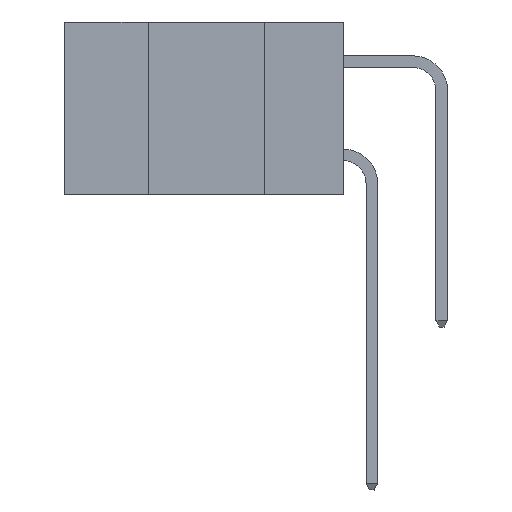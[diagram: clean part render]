
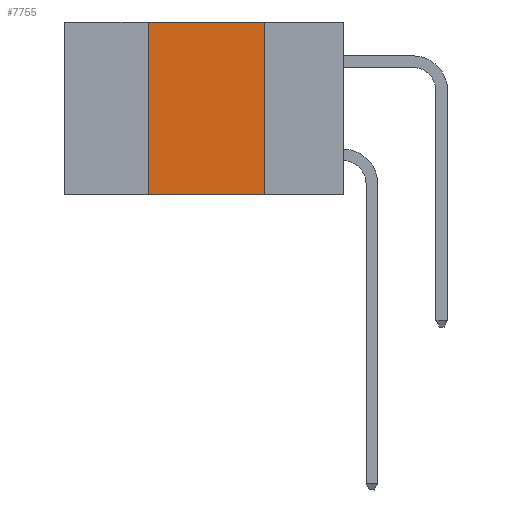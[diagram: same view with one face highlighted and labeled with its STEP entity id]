
A CAD part, left-side view. The second image highlights one B-rep face of the part: STEP entity #7755.
In plain terms, the highlighted planar face has unit normal (-1, 0, 0).
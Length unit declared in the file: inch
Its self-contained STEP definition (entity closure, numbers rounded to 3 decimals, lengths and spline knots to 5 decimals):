
#966 = VERTEX_POINT ( 'NONE', #29149 ) ;
#2251 = VECTOR ( 'NONE', #4009, 39.37008 ) ;
#2262 = CARTESIAN_POINT ( 'NONE',  ( 0., 0.17, 0. ) ) ;
#4009 = DIRECTION ( 'NONE',  ( 0., -1., 0. ) ) ;
#5344 = EDGE_CURVE ( 'NONE', #966, #9868, #14267, .T. ) ;
#5740 = ORIENTED_EDGE ( 'NONE', *, *, #27785, .F. ) ;
#6716 = PLANE ( 'NONE',  #21297 ) ;
#7755 = ADVANCED_FACE ( 'NONE', ( #14878 ), #6716, .F. ) ;
#8168 = CARTESIAN_POINT ( 'NONE',  ( 0., 0.42, 0. ) ) ;
#9187 = EDGE_LOOP ( 'NONE', ( #23271, #21836, #5740, #23494 ) ) ;
#9868 = VERTEX_POINT ( 'NONE', #25588 ) ;
#9994 = EDGE_CURVE ( 'NONE', #21936, #21627, #26426, .T. ) ;
#10381 = EDGE_CURVE ( 'NONE', #21627, #9868, #27470, .T. ) ;
#11214 = VECTOR ( 'NONE', #21801, 39.37008 ) ;
#12980 = CARTESIAN_POINT ( 'NONE',  ( 0., 0.6, -0.37 ) ) ;
#13612 = DIRECTION ( 'NONE',  ( 0., 0., -1. ) ) ;
#14267 = LINE ( 'NONE', #12980, #2251 ) ;
#14716 = VECTOR ( 'NONE', #13612, 39.37008 ) ;
#14878 = FACE_OUTER_BOUND ( 'NONE', #9187, .T. ) ;
#15055 = CARTESIAN_POINT ( 'NONE',  ( 0., 0.6, 0. ) ) ;
#16599 = CARTESIAN_POINT ( 'NONE',  ( 0., 0.17, 0. ) ) ;
#19948 = CARTESIAN_POINT ( 'NONE',  ( 0., 0.42, 0. ) ) ;
#20119 = DIRECTION ( 'NONE',  ( 0., 0., -1. ) ) ;
#20398 = VECTOR ( 'NONE', #23809, 39.37008 ) ;
#20430 = CARTESIAN_POINT ( 'NONE',  ( 0., 0.6, 0. ) ) ;
#21297 = AXIS2_PLACEMENT_3D ( 'NONE', #20430, #22712, #20119 ) ;
#21627 = VERTEX_POINT ( 'NONE', #16599 ) ;
#21801 = DIRECTION ( 'NONE',  ( 0., 0., 1. ) ) ;
#21836 = ORIENTED_EDGE ( 'NONE', *, *, #9994, .F. ) ;
#21936 = VERTEX_POINT ( 'NONE', #19948 ) ;
#22712 = DIRECTION ( 'NONE',  ( 1., 0., 0. ) ) ;
#23249 = LINE ( 'NONE', #8168, #11214 ) ;
#23271 = ORIENTED_EDGE ( 'NONE', *, *, #10381, .F. ) ;
#23494 = ORIENTED_EDGE ( 'NONE', *, *, #5344, .T. ) ;
#23809 = DIRECTION ( 'NONE',  ( 0., -1., 0. ) ) ;
#25588 = CARTESIAN_POINT ( 'NONE',  ( 0., 0.17, -0.37 ) ) ;
#26426 = LINE ( 'NONE', #15055, #20398 ) ;
#27470 = LINE ( 'NONE', #2262, #14716 ) ;
#27785 = EDGE_CURVE ( 'NONE', #966, #21936, #23249, .T. ) ;
#29149 = CARTESIAN_POINT ( 'NONE',  ( 0., 0.42, -0.37 ) ) ;
